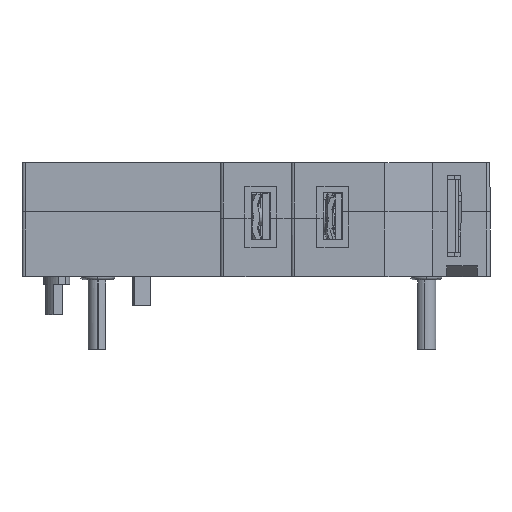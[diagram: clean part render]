
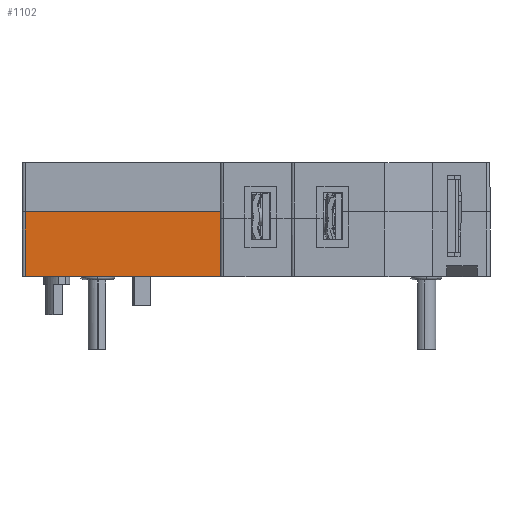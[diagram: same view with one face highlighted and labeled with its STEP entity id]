
A CAD part, left-side view. The second image highlights one B-rep face of the part: STEP entity #1102.
In plain terms, the highlighted planar face has unit normal (-1, 0, 0).
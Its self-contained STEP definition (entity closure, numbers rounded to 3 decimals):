
#1102=ADVANCED_FACE('',(#2027),#1522,.T.);
#1522=PLANE('',#14267);
#2027=FACE_OUTER_BOUND('',#2632,.T.);
#2632=EDGE_LOOP('',(#5757,#5758,#5759,#5760,#5761,#5762));
#5757=ORIENTED_EDGE('',*,*,#10226,.T.);
#5758=ORIENTED_EDGE('',*,*,#9986,.T.);
#5759=ORIENTED_EDGE('',*,*,#10191,.T.);
#5760=ORIENTED_EDGE('',*,*,#9982,.F.);
#5761=ORIENTED_EDGE('',*,*,#10227,.T.);
#5762=ORIENTED_EDGE('',*,*,#10228,.T.);
#7713=VERTEX_POINT('',#26124);
#7965=VERTEX_POINT('',#28725);
#7966=VERTEX_POINT('',#28727);
#7968=VERTEX_POINT('',#28740);
#8122=VERTEX_POINT('',#29422);
#8123=VERTEX_POINT('',#29424);
#9982=EDGE_CURVE('',#7965,#7966,#11673,.T.);
#9986=EDGE_CURVE('',#7713,#7968,#11676,.T.);
#10191=EDGE_CURVE('',#7968,#7966,#11839,.T.);
#10226=EDGE_CURVE('',#8122,#7713,#11870,.T.);
#10227=EDGE_CURVE('',#7965,#8123,#11871,.T.);
#10228=EDGE_CURVE('',#8123,#8122,#11872,.T.);
#11673=LINE('',#28726,#13024);
#11676=LINE('',#28741,#13027);
#11839=LINE('',#29339,#13190);
#11870=LINE('',#29421,#13221);
#11871=LINE('',#29423,#13222);
#11872=LINE('',#29425,#13223);
#13024=VECTOR('',#15598,1.);
#13027=VECTOR('',#15603,1.);
#13190=VECTOR('',#15898,1.);
#13221=VECTOR('',#15937,1.);
#13222=VECTOR('',#15938,1.);
#13223=VECTOR('',#15939,1.);
#14267=AXIS2_PLACEMENT_3D('',#29426,#15940,#15941);
#15598=DIRECTION('',(0.,0.,-1.));
#15603=DIRECTION('',(0.,0.,-1.));
#15898=DIRECTION('',(0.,-1.,0.));
#15937=DIRECTION('',(0.,1.,0.));
#15938=DIRECTION('',(0.,-1.,0.));
#15939=DIRECTION('',(0.,0.,1.));
#15940=DIRECTION('',(-1.,0.,0.));
#15941=DIRECTION('',(0.,-1.,0.));
#26124=CARTESIAN_POINT('',(-22.4,67.5,0.));
#28725=CARTESIAN_POINT('',(-22.4,36.8,-1.));
#28726=CARTESIAN_POINT('',(-22.4,36.8,-5.6));
#28727=CARTESIAN_POINT('',(-22.4,36.8,-10.2));
#28740=CARTESIAN_POINT('',(-22.4,67.5,-10.2));
#28741=CARTESIAN_POINT('',(-22.4,67.5,0.));
#29339=CARTESIAN_POINT('',(-22.4,31.25,-10.2));
#29421=CARTESIAN_POINT('',(-22.4,51.75,0.));
#29422=CARTESIAN_POINT('',(-22.4,36.,0.));
#29423=CARTESIAN_POINT('',(-22.4,51.75,-1.));
#29424=CARTESIAN_POINT('',(-22.4,36.,-1.));
#29425=CARTESIAN_POINT('',(-22.4,36.,-5.1));
#29426=CARTESIAN_POINT('',(-22.4,67.5,-10.2));
